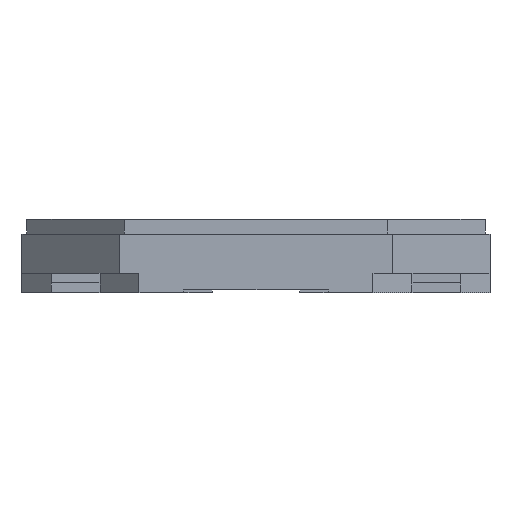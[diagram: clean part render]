
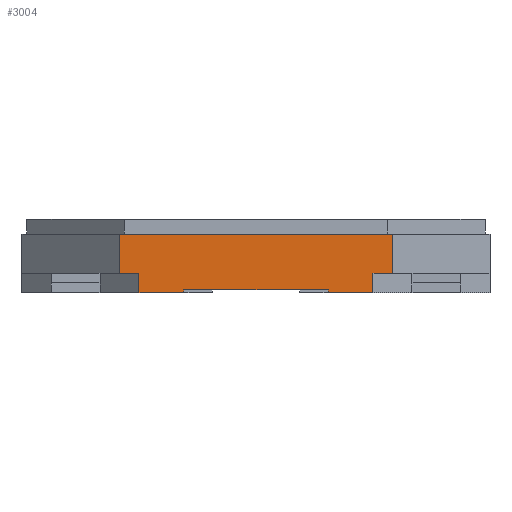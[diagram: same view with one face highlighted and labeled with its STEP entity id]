
A CAD part, left-side view. The second image highlights one B-rep face of the part: STEP entity #3004.
In plain terms, the highlighted planar face has unit normal (-1, 0, 0).
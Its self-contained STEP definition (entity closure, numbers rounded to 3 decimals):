
#286 = LINE ( 'NONE', #10124, #12156 ) ;
#371 = EDGE_CURVE ( 'NONE', #10353, #7297, #12793, .T. ) ;
#471 = LINE ( 'NONE', #5615, #14275 ) ;
#547 = DIRECTION ( 'NONE',  ( 1., 0., 0. ) ) ;
#707 = DIRECTION ( 'NONE',  ( 0., 1., 0. ) ) ;
#727 = DIRECTION ( 'NONE',  ( 0., 1., 0. ) ) ;
#1310 = VERTEX_POINT ( 'NONE', #12232 ) ;
#1527 = EDGE_CURVE ( 'NONE', #7297, #7717, #15170, .T. ) ;
#1536 = DIRECTION ( 'NONE',  ( 0., 1., 0. ) ) ;
#1712 = CARTESIAN_POINT ( 'NONE',  ( -2.4, -1.2, -0.75 ) ) ;
#2395 = CARTESIAN_POINT ( 'NONE',  ( -2.4, 1.2, -0.75 ) ) ;
#2569 = CARTESIAN_POINT ( 'NONE',  ( -2.4, -1.4, -0.15 ) ) ;
#3004 = ADVANCED_FACE ( 'NONE', ( #9779 ), #5864, .F. ) ;
#3013 = CARTESIAN_POINT ( 'NONE',  ( -2.4, -1.4, -0.75 ) ) ;
#3041 = AXIS2_PLACEMENT_3D ( 'NONE', #9963, #547, #7222 ) ;
#3050 = VECTOR ( 'NONE', #16386, 1000. ) ;
#3071 = EDGE_CURVE ( 'NONE', #14178, #6939, #286, .T. ) ;
#3079 = CARTESIAN_POINT ( 'NONE',  ( -2.4, -1.4, -0.15 ) ) ;
#3267 = DIRECTION ( 'NONE',  ( 0., 0., 1. ) ) ;
#3297 = LINE ( 'NONE', #7757, #3941 ) ;
#3319 = CARTESIAN_POINT ( 'NONE',  ( -2.4, 1.2, -0.55 ) ) ;
#3417 = DIRECTION ( 'NONE',  ( 0., 0., -1. ) ) ;
#3815 = CARTESIAN_POINT ( 'NONE',  ( -2.4, 1.4, -0.15 ) ) ;
#3941 = VECTOR ( 'NONE', #727, 1000. ) ;
#3947 = VECTOR ( 'NONE', #1536, 1000. ) ;
#4226 = ORIENTED_EDGE ( 'NONE', *, *, #5037, .T. ) ;
#4345 = VERTEX_POINT ( 'NONE', #14265 ) ;
#4456 = ORIENTED_EDGE ( 'NONE', *, *, #15516, .F. ) ;
#4832 = CARTESIAN_POINT ( 'NONE',  ( -2.4, 0.739, -0.75 ) ) ;
#5037 = EDGE_CURVE ( 'NONE', #12052, #14409, #6740, .T. ) ;
#5570 = ORIENTED_EDGE ( 'NONE', *, *, #8507, .T. ) ;
#5615 = CARTESIAN_POINT ( 'NONE',  ( -2.4, -0.739, -0.72 ) ) ;
#5657 = VERTEX_POINT ( 'NONE', #7658 ) ;
#5688 = CARTESIAN_POINT ( 'NONE',  ( -2.4, -0.739, -0.75 ) ) ;
#5864 = PLANE ( 'NONE',  #3041 ) ;
#5994 = CARTESIAN_POINT ( 'NONE',  ( -2.4, -1.2, -0.55 ) ) ;
#6740 = LINE ( 'NONE', #2569, #17055 ) ;
#6882 = LINE ( 'NONE', #9209, #3947 ) ;
#6926 = LINE ( 'NONE', #13541, #9901 ) ;
#6939 = VERTEX_POINT ( 'NONE', #2395 ) ;
#7111 = EDGE_CURVE ( 'NONE', #7805, #14409, #11185, .T. ) ;
#7222 = DIRECTION ( 'NONE',  ( 0., 1., 0. ) ) ;
#7297 = VERTEX_POINT ( 'NONE', #1712 ) ;
#7300 = EDGE_CURVE ( 'NONE', #1310, #4345, #6882, .T. ) ;
#7392 = CARTESIAN_POINT ( 'NONE',  ( -2.4, 0., -0.55 ) ) ;
#7464 = ORIENTED_EDGE ( 'NONE', *, *, #16185, .F. ) ;
#7658 = CARTESIAN_POINT ( 'NONE',  ( -2.4, -1.4, -0.55 ) ) ;
#7717 = VERTEX_POINT ( 'NONE', #5688 ) ;
#7757 = CARTESIAN_POINT ( 'NONE',  ( -2.4, 0., -0.55 ) ) ;
#7805 = VERTEX_POINT ( 'NONE', #8626 ) ;
#7861 = LINE ( 'NONE', #13314, #12755 ) ;
#7909 = DIRECTION ( 'NONE',  ( 0., 1., 0. ) ) ;
#8507 = EDGE_CURVE ( 'NONE', #1310, #7717, #471, .T. ) ;
#8617 = LINE ( 'NONE', #7392, #12323 ) ;
#8626 = CARTESIAN_POINT ( 'NONE',  ( -2.4, 1.4, -0.55 ) ) ;
#9046 = VECTOR ( 'NONE', #12646, 1000. ) ;
#9209 = CARTESIAN_POINT ( 'NONE',  ( -2.4, 0.739, -0.72 ) ) ;
#9559 = EDGE_CURVE ( 'NONE', #16036, #6939, #16869, .T. ) ;
#9779 = FACE_OUTER_BOUND ( 'NONE', #14642, .T. ) ;
#9901 = VECTOR ( 'NONE', #13889, 1000. ) ;
#9950 = ORIENTED_EDGE ( 'NONE', *, *, #3071, .F. ) ;
#9963 = CARTESIAN_POINT ( 'NONE',  ( -2.4, -1.4, -0.75 ) ) ;
#9975 = DIRECTION ( 'NONE',  ( 0., 0., -1. ) ) ;
#10044 = DIRECTION ( 'NONE',  ( 0., 1., 0. ) ) ;
#10111 = ORIENTED_EDGE ( 'NONE', *, *, #17137, .T. ) ;
#10124 = CARTESIAN_POINT ( 'NONE',  ( -2.4, -1.4, -0.75 ) ) ;
#10353 = VERTEX_POINT ( 'NONE', #14644 ) ;
#10358 = ORIENTED_EDGE ( 'NONE', *, *, #371, .F. ) ;
#10508 = ORIENTED_EDGE ( 'NONE', *, *, #7300, .F. ) ;
#11185 = LINE ( 'NONE', #14153, #13910 ) ;
#11210 = ORIENTED_EDGE ( 'NONE', *, *, #12576, .F. ) ;
#12052 = VERTEX_POINT ( 'NONE', #3079 ) ;
#12121 = ORIENTED_EDGE ( 'NONE', *, *, #7111, .F. ) ;
#12156 = VECTOR ( 'NONE', #10044, 1000. ) ;
#12232 = CARTESIAN_POINT ( 'NONE',  ( -2.4, -0.739, -0.72 ) ) ;
#12323 = VECTOR ( 'NONE', #707, 1000. ) ;
#12576 = EDGE_CURVE ( 'NONE', #16036, #7805, #8617, .T. ) ;
#12646 = DIRECTION ( 'NONE',  ( 0., 1., 0. ) ) ;
#12755 = VECTOR ( 'NONE', #3417, 1000. ) ;
#12793 = LINE ( 'NONE', #5994, #3050 ) ;
#13314 = CARTESIAN_POINT ( 'NONE',  ( -2.4, 0.739, -0.72 ) ) ;
#13541 = CARTESIAN_POINT ( 'NONE',  ( -2.4, -1.4, -0.75 ) ) ;
#13849 = CARTESIAN_POINT ( 'NONE',  ( -2.4, 1.2, -0.55 ) ) ;
#13889 = DIRECTION ( 'NONE',  ( 0., 0., 1. ) ) ;
#13910 = VECTOR ( 'NONE', #3267, 1000. ) ;
#14116 = DIRECTION ( 'NONE',  ( 0., 0., -1. ) ) ;
#14153 = CARTESIAN_POINT ( 'NONE',  ( -2.4, 1.4, -0.75 ) ) ;
#14178 = VERTEX_POINT ( 'NONE', #4832 ) ;
#14265 = CARTESIAN_POINT ( 'NONE',  ( -2.4, 0.739, -0.72 ) ) ;
#14275 = VECTOR ( 'NONE', #14116, 1000. ) ;
#14409 = VERTEX_POINT ( 'NONE', #3815 ) ;
#14642 = EDGE_LOOP ( 'NONE', ( #9950, #7464, #10508, #5570, #17249, #10358, #4456, #10111, #4226, #12121, #11210, #16814 ) ) ;
#14644 = CARTESIAN_POINT ( 'NONE',  ( -2.4, -1.2, -0.55 ) ) ;
#15170 = LINE ( 'NONE', #3013, #9046 ) ;
#15516 = EDGE_CURVE ( 'NONE', #5657, #10353, #3297, .T. ) ;
#16036 = VERTEX_POINT ( 'NONE', #3319 ) ;
#16097 = VECTOR ( 'NONE', #9975, 1000. ) ;
#16185 = EDGE_CURVE ( 'NONE', #4345, #14178, #7861, .T. ) ;
#16386 = DIRECTION ( 'NONE',  ( 0., 0., -1. ) ) ;
#16814 = ORIENTED_EDGE ( 'NONE', *, *, #9559, .T. ) ;
#16869 = LINE ( 'NONE', #13849, #16097 ) ;
#17055 = VECTOR ( 'NONE', #7909, 1000. ) ;
#17137 = EDGE_CURVE ( 'NONE', #5657, #12052, #6926, .T. ) ;
#17249 = ORIENTED_EDGE ( 'NONE', *, *, #1527, .F. ) ;
